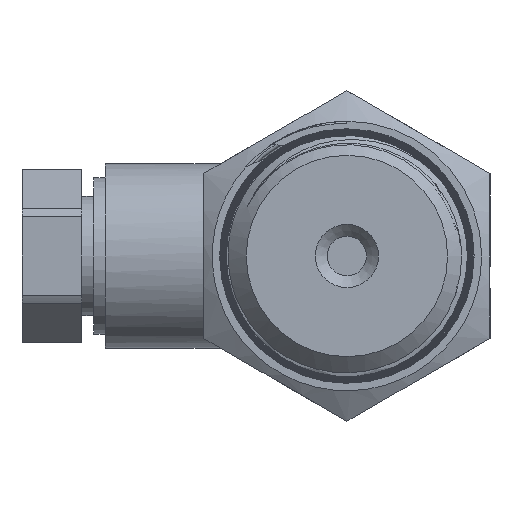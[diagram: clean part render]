
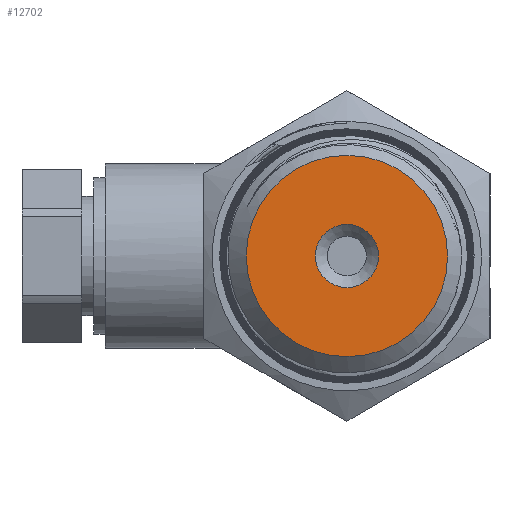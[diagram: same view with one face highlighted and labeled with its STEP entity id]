
A CAD part, left-side view. The second image highlights one B-rep face of the part: STEP entity #12702.
In plain terms, the highlighted planar face has unit normal (-1, 0, 0).
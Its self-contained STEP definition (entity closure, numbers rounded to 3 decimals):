
#478=FACE_BOUND('',#1973,.T.);
#564=PLANE('',#13341);
#1239=FACE_OUTER_BOUND('',#1972,.T.);
#1972=EDGE_LOOP('',(#10452));
#1973=EDGE_LOOP('',(#10453));
#2436=CIRCLE('',#13335,8.445);
#2438=CIRCLE('',#13340,2.65);
#5845=VERTEX_POINT('',#29219);
#5847=VERTEX_POINT('',#29228);
#7496=EDGE_CURVE('',#5845,#5845,#2436,.T.);
#7500=EDGE_CURVE('',#5847,#5847,#2438,.T.);
#10452=ORIENTED_EDGE('',*,*,#7496,.F.);
#10453=ORIENTED_EDGE('',*,*,#7500,.T.);
#12702=ADVANCED_FACE('',(#1239,#478),#564,.T.);
#13335=AXIS2_PLACEMENT_3D('',#29221,#14642,#14643);
#13340=AXIS2_PLACEMENT_3D('',#29230,#14654,#14655);
#13341=AXIS2_PLACEMENT_3D('',#29231,#14656,#14657);
#14642=DIRECTION('center_axis',(1.,0.,0.));
#14643=DIRECTION('ref_axis',(0.,0.,-1.));
#14654=DIRECTION('center_axis',(1.,0.,0.));
#14655=DIRECTION('ref_axis',(0.,0.,-1.));
#14656=DIRECTION('center_axis',(-1.,0.,0.));
#14657=DIRECTION('ref_axis',(0.,0.,1.));
#29219=CARTESIAN_POINT('',(0.,-8.445,0.));
#29221=CARTESIAN_POINT('Origin',(0.,0.,0.));
#29228=CARTESIAN_POINT('',(0.,-2.65,0.));
#29230=CARTESIAN_POINT('Origin',(0.,0.,0.));
#29231=CARTESIAN_POINT('Origin',(0.,8.445,0.));
